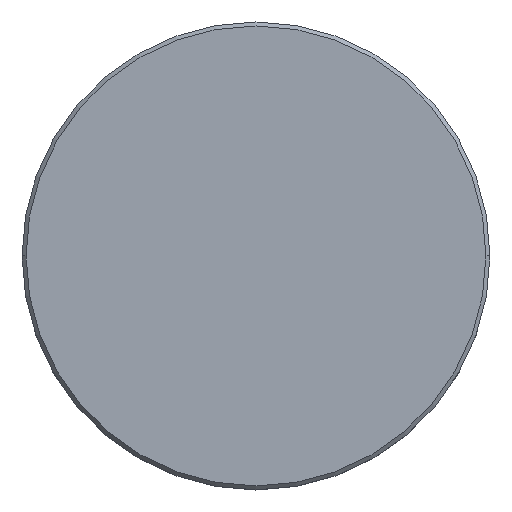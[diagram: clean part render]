
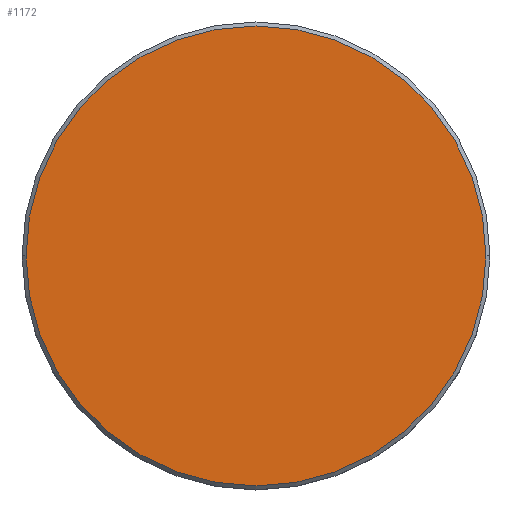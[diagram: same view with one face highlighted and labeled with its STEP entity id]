
A CAD part, top view. The second image highlights one B-rep face of the part: STEP entity #1172.
In plain terms, the highlighted planar face has unit normal (0, 0, 1).
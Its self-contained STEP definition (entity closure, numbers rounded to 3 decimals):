
#103 = DIRECTION ( 'NONE',  ( 1., 0., 0. ) ) ;
#176 = ORIENTED_EDGE ( 'NONE', *, *, #920, .T. ) ;
#198 = CARTESIAN_POINT ( 'NONE',  ( 0., 0., 0. ) ) ;
#243 = VERTEX_POINT ( 'NONE', #955 ) ;
#280 = AXIS2_PLACEMENT_3D ( 'NONE', #656, #848, #103 ) ;
#309 = VERTEX_POINT ( 'NONE', #611 ) ;
#334 = ORIENTED_EDGE ( 'NONE', *, *, #488, .T. ) ;
#421 = CIRCLE ( 'NONE', #520, 29. ) ;
#445 = PLANE ( 'NONE',  #810 ) ;
#488 = EDGE_CURVE ( 'NONE', #309, #243, #421, .T. ) ;
#520 = AXIS2_PLACEMENT_3D ( 'NONE', #198, #646, #919 ) ;
#544 = DIRECTION ( 'NONE',  ( 0., 0., 1. ) ) ;
#611 = CARTESIAN_POINT ( 'NONE',  ( -29., 0., 0. ) ) ;
#614 = FACE_OUTER_BOUND ( 'NONE', #923, .T. ) ;
#646 = DIRECTION ( 'NONE',  ( 0., 0., 1. ) ) ;
#656 = CARTESIAN_POINT ( 'NONE',  ( 0., 0., 0. ) ) ;
#798 = CARTESIAN_POINT ( 'NONE',  ( 0., 0., 0. ) ) ;
#804 = CIRCLE ( 'NONE', #280, 29. ) ;
#810 = AXIS2_PLACEMENT_3D ( 'NONE', #798, #544, #888 ) ;
#848 = DIRECTION ( 'NONE',  ( 0., 0., 1. ) ) ;
#888 = DIRECTION ( 'NONE',  ( 1., 0., 0. ) ) ;
#919 = DIRECTION ( 'NONE',  ( 1., 0., 0. ) ) ;
#920 = EDGE_CURVE ( 'NONE', #243, #309, #804, .T. ) ;
#923 = EDGE_LOOP ( 'NONE', ( #334, #176 ) ) ;
#955 = CARTESIAN_POINT ( 'NONE',  ( 29., 0., 0. ) ) ;
#1172 = ADVANCED_FACE ( 'NONE', ( #614 ), #445, .T. ) ;
